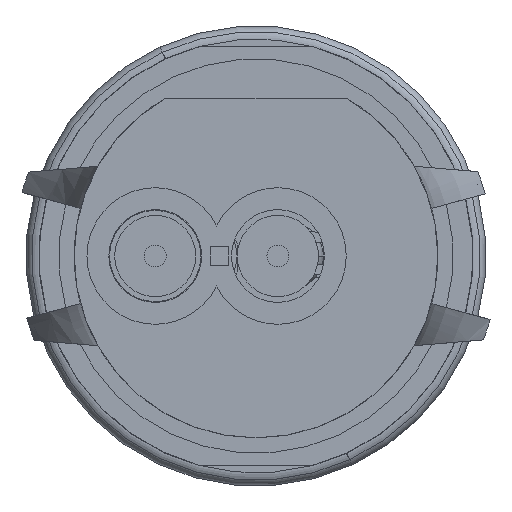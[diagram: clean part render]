
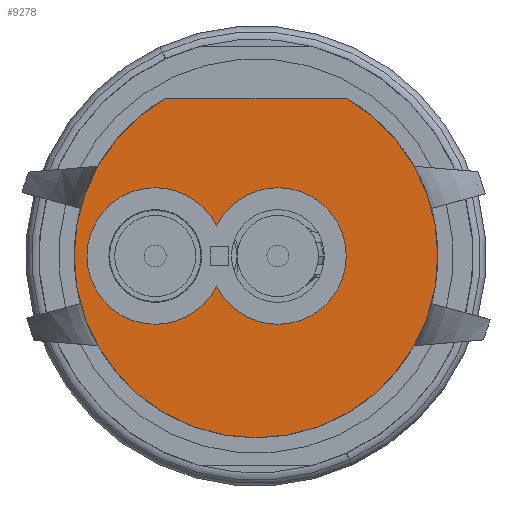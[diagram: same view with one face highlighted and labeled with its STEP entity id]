
A CAD part, front view. The second image highlights one B-rep face of the part: STEP entity #9278.
In plain terms, the highlighted planar face has unit normal (0, -1, 0).
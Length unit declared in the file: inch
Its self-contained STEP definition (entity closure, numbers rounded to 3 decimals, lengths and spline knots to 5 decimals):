
#251 = VERTEX_POINT ( 'NONE', #9055 ) ;
#1109 = CARTESIAN_POINT ( 'NONE',  ( -0.138, -1.062, 0. ) ) ;
#1283 = DIRECTION ( 'NONE',  ( 0., -1., 0. ) ) ;
#1508 = ORIENTED_EDGE ( 'NONE', *, *, #15413, .F. ) ;
#1718 = CARTESIAN_POINT ( 'NONE',  ( -0.12387, -1.062, 0.216 ) ) ;
#1751 = DIRECTION ( 'NONE',  ( 0., 1., 0. ) ) ;
#1859 = CIRCLE ( 'NONE', #10548, 0.0935 ) ;
#2177 = EDGE_CURVE ( 'NONE', #5528, #7214, #15179, .T. ) ;
#2308 = DIRECTION ( 'NONE',  ( 0., 0., -1. ) ) ;
#2514 = FACE_OUTER_BOUND ( 'NONE', #9838, .T. ) ;
#2654 = EDGE_CURVE ( 'NONE', #251, #5528, #10266, .T. ) ;
#2791 = CARTESIAN_POINT ( 'NONE',  ( -0.054, -1.062, -0.04106 ) ) ;
#2816 = VECTOR ( 'NONE', #8671, 39.37008 ) ;
#3110 = VERTEX_POINT ( 'NONE', #10546 ) ;
#3135 = ORIENTED_EDGE ( 'NONE', *, *, #2654, .F. ) ;
#4134 = VERTEX_POINT ( 'NONE', #11232 ) ;
#4199 = DIRECTION ( 'NONE',  ( 0., -1., 0. ) ) ;
#4296 = CIRCLE ( 'NONE', #4606, 0.0935 ) ;
#4531 = DIRECTION ( 'NONE',  ( 0., -1., 0. ) ) ;
#4535 = EDGE_CURVE ( 'NONE', #3110, #11464, #8770, .T. ) ;
#4606 = AXIS2_PLACEMENT_3D ( 'NONE', #1109, #9517, #2308 ) ;
#5528 = VERTEX_POINT ( 'NONE', #12250 ) ;
#5700 = EDGE_CURVE ( 'NONE', #4134, #11551, #12898, .T. ) ;
#5759 = CARTESIAN_POINT ( 'NONE',  ( 0., -1.062, 0. ) ) ;
#5806 = AXIS2_PLACEMENT_3D ( 'NONE', #11411, #4199, #12624 ) ;
#5919 = DIRECTION ( 'NONE',  ( 0., 0., -1. ) ) ;
#6221 = ORIENTED_EDGE ( 'NONE', *, *, #4535, .F. ) ;
#6232 = AXIS2_PLACEMENT_3D ( 'NONE', #9605, #1283, #5919 ) ;
#6990 = DIRECTION ( 'NONE',  ( 0., 1., 0. ) ) ;
#7059 = EDGE_CURVE ( 'NONE', #9290, #3110, #10130, .T. ) ;
#7214 = VERTEX_POINT ( 'NONE', #14103 ) ;
#7451 = DIRECTION ( 'NONE',  ( 0., 0., -1. ) ) ;
#7482 = DIRECTION ( 'NONE',  ( 0., -1., 0. ) ) ;
#7502 = CARTESIAN_POINT ( 'NONE',  ( -0.138, -1.062, 0. ) ) ;
#8671 = DIRECTION ( 'NONE',  ( 1., 0., 0. ) ) ;
#8770 = CIRCLE ( 'NONE', #9298, 0.0935 ) ;
#8804 = ORIENTED_EDGE ( 'NONE', *, *, #13580, .F. ) ;
#8964 = CARTESIAN_POINT ( 'NONE',  ( 0., -1.062, 0. ) ) ;
#9055 = CARTESIAN_POINT ( 'NONE',  ( 0.03, -1.062, -0.0935 ) ) ;
#9278 = ADVANCED_FACE ( 'NONE', ( #2514, #12489 ), #13000, .F. ) ;
#9290 = VERTEX_POINT ( 'NONE', #10590 ) ;
#9298 = AXIS2_PLACEMENT_3D ( 'NONE', #7502, #7482, #7451 ) ;
#9517 = DIRECTION ( 'NONE',  ( 0., -1., 0. ) ) ;
#9605 = CARTESIAN_POINT ( 'NONE',  ( 0.03, -1.062, 0. ) ) ;
#9838 = EDGE_LOOP ( 'NONE', ( #11063, #10799 ) ) ;
#10130 = CIRCLE ( 'NONE', #5806, 0.0935 ) ;
#10193 = DIRECTION ( 'NONE',  ( 0., 0., 1. ) ) ;
#10266 = CIRCLE ( 'NONE', #6232, 0.0935 ) ;
#10283 = ORIENTED_EDGE ( 'NONE', *, *, #7059, .F. ) ;
#10546 = CARTESIAN_POINT ( 'NONE',  ( -0.138, -1.062, -0.0935 ) ) ;
#10548 = AXIS2_PLACEMENT_3D ( 'NONE', #11727, #4531, #12965 ) ;
#10590 = CARTESIAN_POINT ( 'NONE',  ( -0.138, -1.062, 0.0935 ) ) ;
#10799 = ORIENTED_EDGE ( 'NONE', *, *, #5700, .F. ) ;
#10914 = AXIS2_PLACEMENT_3D ( 'NONE', #8964, #1751, #10193 ) ;
#11063 = ORIENTED_EDGE ( 'NONE', *, *, #13219, .F. ) ;
#11098 = CARTESIAN_POINT ( 'NONE',  ( -0.12387, -1.062, 0.216 ) ) ;
#11232 = CARTESIAN_POINT ( 'NONE',  ( 0.12387, -1.062, 0.216 ) ) ;
#11411 = CARTESIAN_POINT ( 'NONE',  ( -0.138, -1.062, 0. ) ) ;
#11464 = VERTEX_POINT ( 'NONE', #2791 ) ;
#11551 = VERTEX_POINT ( 'NONE', #1718 ) ;
#11717 = ORIENTED_EDGE ( 'NONE', *, *, #2177, .F. ) ;
#11727 = CARTESIAN_POINT ( 'NONE',  ( 0.03, -1.062, 0. ) ) ;
#12250 = CARTESIAN_POINT ( 'NONE',  ( 0.03, -1.062, 0.0935 ) ) ;
#12414 = LINE ( 'NONE', #11098, #2816 ) ;
#12489 = FACE_BOUND ( 'NONE', #13068, .T. ) ;
#12624 = DIRECTION ( 'NONE',  ( 0., 0., -1. ) ) ;
#12761 = AXIS2_PLACEMENT_3D ( 'NONE', #13243, #13752, #13834 ) ;
#12898 = CIRCLE ( 'NONE', #10914, 0.249 ) ;
#12965 = DIRECTION ( 'NONE',  ( 0., 0., -1. ) ) ;
#13000 = PLANE ( 'NONE',  #14020 ) ;
#13068 = EDGE_LOOP ( 'NONE', ( #1508, #11717, #3135, #8804, #6221, #10283 ) ) ;
#13219 = EDGE_CURVE ( 'NONE', #11551, #4134, #12414, .T. ) ;
#13243 = CARTESIAN_POINT ( 'NONE',  ( 0.03, -1.062, 0. ) ) ;
#13580 = EDGE_CURVE ( 'NONE', #11464, #251, #1859, .T. ) ;
#13752 = DIRECTION ( 'NONE',  ( 0., -1., 0. ) ) ;
#13834 = DIRECTION ( 'NONE',  ( 0., 0., -1. ) ) ;
#14020 = AXIS2_PLACEMENT_3D ( 'NONE', #5759, #6990, #15407 ) ;
#14103 = CARTESIAN_POINT ( 'NONE',  ( -0.054, -1.062, 0.04106 ) ) ;
#15179 = CIRCLE ( 'NONE', #12761, 0.0935 ) ;
#15407 = DIRECTION ( 'NONE',  ( 0., 0., 1. ) ) ;
#15413 = EDGE_CURVE ( 'NONE', #7214, #9290, #4296, .T. ) ;
